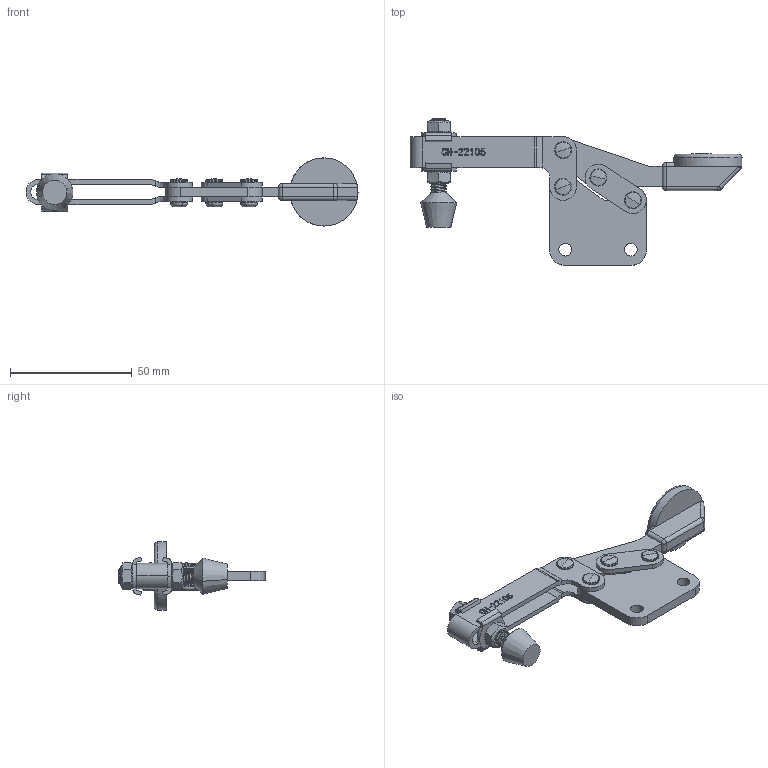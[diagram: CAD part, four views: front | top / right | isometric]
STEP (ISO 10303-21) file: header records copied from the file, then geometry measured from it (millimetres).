
FILE_DESCRIPTION (( 'STEP AP203' ), '1' );
FILE_NAME ('CH-22105.STEP', '2017-11-14T07:01:27', ( 'Windows' ), ( 'Microsoft' ), 'SwSTEP 2.0', 'SolidWorks 2015', '' );
FILE_SCHEMA (( 'CONFIG_CONTROL_DESIGN' ));
Length unit declared in the file: millimetre
Products named in the file (9): 22105-04; FW140; 22105-05; CH-22105; 22105-01; 14134; 14134-02; 22105-02; 22105-03
Assembly tree (14 placements, depth 2):
  CH-22105
    22105-01
    14134
    14134-02  x2
    22105-02
    22105-03
    22105-04  x2
    FW140  x2
    22105-05  x4
Bounding box: 136.39 x 60.17 x 28 mm (x, y, z)
Volume: 21084.1 mm3; surface area: 18096.7 mm2
Topology: 14 solids, 16 shells, 704 faces, 1853 edges, 1204 vertices
Faces by surface type: plane 255, cylinder 195, bspline 173, torus 36, cone 33, sphere 12
Entity records: 29264 total; most frequent: CARTESIAN_POINT 15029, ORIENTED_EDGE 3108, DIRECTION 2117, EDGE_CURVE 1554, VERTEX_POINT 1020, VECTOR 827, LINE 827, AXIS2_PLACEMENT_3D 645
